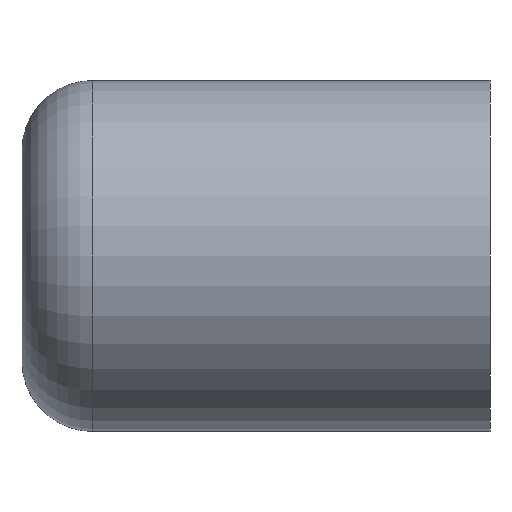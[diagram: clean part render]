
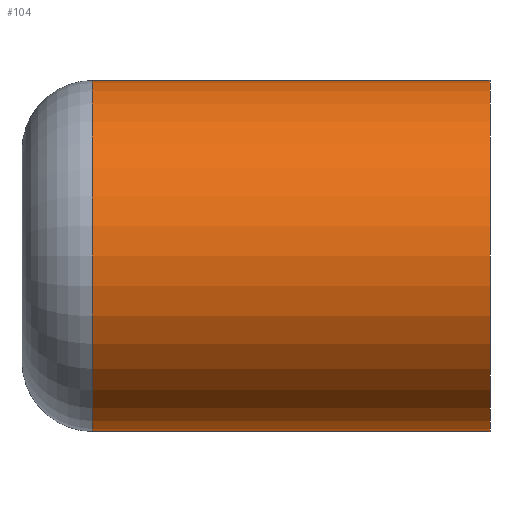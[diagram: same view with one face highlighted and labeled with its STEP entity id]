
A CAD part, left-side view. The second image highlights one B-rep face of the part: STEP entity #104.
In plain terms, the highlighted cylindrical face has radius 7.5 mm (diameter 15 mm), a partial arc.
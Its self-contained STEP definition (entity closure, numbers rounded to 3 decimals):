
#3 = AXIS2_PLACEMENT_3D ( 'NONE', #92, #159, #26 ) ;
#4 = CARTESIAN_POINT ( 'NONE',  ( 0., 20., 0. ) ) ;
#10 = EDGE_CURVE ( 'NONE', #271, #217, #176, .T. ) ;
#13 = CARTESIAN_POINT ( 'NONE',  ( 0., 17., 7.5 ) ) ;
#23 = CYLINDRICAL_SURFACE ( 'NONE', #136, 7.5 ) ;
#24 = EDGE_CURVE ( 'NONE', #271, #27, #249, .T. ) ;
#26 = DIRECTION ( 'NONE',  ( 0., 0., 1. ) ) ;
#27 = VERTEX_POINT ( 'NONE', #146 ) ;
#32 = ORIENTED_EDGE ( 'NONE', *, *, #10, .T. ) ;
#33 = CARTESIAN_POINT ( 'NONE',  ( 0., 20., -7.5 ) ) ;
#35 = DIRECTION ( 'NONE',  ( 0., -1., 0. ) ) ;
#36 = ORIENTED_EDGE ( 'NONE', *, *, #262, .T. ) ;
#41 = ORIENTED_EDGE ( 'NONE', *, *, #236, .T. ) ;
#59 = CARTESIAN_POINT ( 'NONE',  ( 0., 20., 7.5 ) ) ;
#72 = LINE ( 'NONE', #33, #75 ) ;
#75 = VECTOR ( 'NONE', #264, 1000. ) ;
#80 = CARTESIAN_POINT ( 'NONE',  ( 0., 17., 0. ) ) ;
#92 = CARTESIAN_POINT ( 'NONE',  ( 0., 0., 0. ) ) ;
#104 = ADVANCED_FACE ( 'NONE', ( #213 ), #23, .T. ) ;
#121 = DIRECTION ( 'NONE',  ( 0., 0., 1. ) ) ;
#123 = CIRCLE ( 'NONE', #3, 7.5 ) ;
#136 = AXIS2_PLACEMENT_3D ( 'NONE', #4, #175, #155 ) ;
#141 = EDGE_LOOP ( 'NONE', ( #269, #32, #41, #36 ) ) ;
#146 = CARTESIAN_POINT ( 'NONE',  ( 0., 0., 7.5 ) ) ;
#155 = DIRECTION ( 'NONE',  ( 0., 0., -1. ) ) ;
#158 = CARTESIAN_POINT ( 'NONE',  ( 0., 17., -7.5 ) ) ;
#159 = DIRECTION ( 'NONE',  ( 0., 1., 0. ) ) ;
#169 = DIRECTION ( 'NONE',  ( 0., -1., 0. ) ) ;
#175 = DIRECTION ( 'NONE',  ( 0., -1., 0. ) ) ;
#176 = CIRCLE ( 'NONE', #201, 7.5 ) ;
#201 = AXIS2_PLACEMENT_3D ( 'NONE', #80, #35, #121 ) ;
#213 = FACE_OUTER_BOUND ( 'NONE', #141, .T. ) ;
#217 = VERTEX_POINT ( 'NONE', #158 ) ;
#231 = VERTEX_POINT ( 'NONE', #263 ) ;
#236 = EDGE_CURVE ( 'NONE', #217, #231, #72, .T. ) ;
#249 = LINE ( 'NONE', #59, #250 ) ;
#250 = VECTOR ( 'NONE', #169, 1000. ) ;
#262 = EDGE_CURVE ( 'NONE', #231, #27, #123, .T. ) ;
#263 = CARTESIAN_POINT ( 'NONE',  ( 0., 0., -7.5 ) ) ;
#264 = DIRECTION ( 'NONE',  ( 0., -1., 0. ) ) ;
#269 = ORIENTED_EDGE ( 'NONE', *, *, #24, .F. ) ;
#271 = VERTEX_POINT ( 'NONE', #13 ) ;
